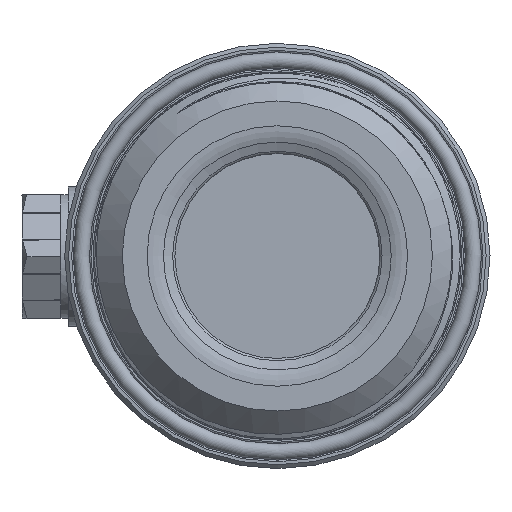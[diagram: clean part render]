
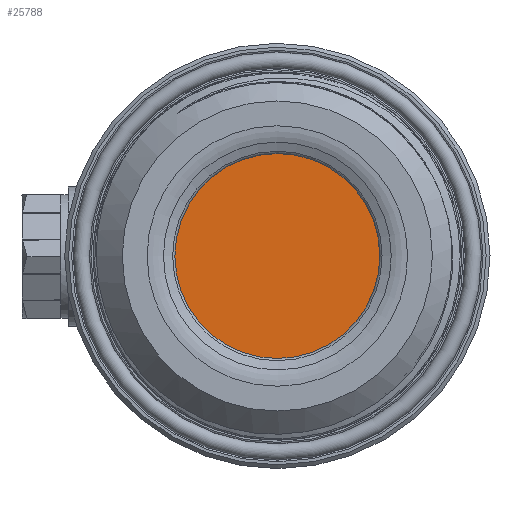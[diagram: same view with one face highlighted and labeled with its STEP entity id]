
A CAD part, left-side view. The second image highlights one B-rep face of the part: STEP entity #25788.
In plain terms, the highlighted face is planar.
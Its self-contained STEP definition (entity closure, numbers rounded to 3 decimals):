
#1663=PLANE('',#27423);
#2800=FACE_OUTER_BOUND('',#4305,.T.);
#4305=EDGE_LOOP('',(#22667));
#5057=CIRCLE('',#27422,13.89);
#12216=VERTEX_POINT('',#58305);
#15804=EDGE_CURVE('',#12216,#12216,#5057,.T.);
#22667=ORIENTED_EDGE('',*,*,#15804,.T.);
#25788=ADVANCED_FACE('',(#2800),#1663,.T.);
#27422=AXIS2_PLACEMENT_3D('',#58307,#31649,#31650);
#27423=AXIS2_PLACEMENT_3D('',#58308,#31651,#31652);
#31649=DIRECTION('center_axis',(1.,0.,0.));
#31650=DIRECTION('ref_axis',(0.,0.,-1.));
#31651=DIRECTION('center_axis',(1.,0.,0.));
#31652=DIRECTION('ref_axis',(0.,0.,-1.));
#58305=CARTESIAN_POINT('',(19.071,-13.89,0.));
#58307=CARTESIAN_POINT('Origin',(19.071,0.,
0.));
#58308=CARTESIAN_POINT('Origin',(19.071,0.,0.));
